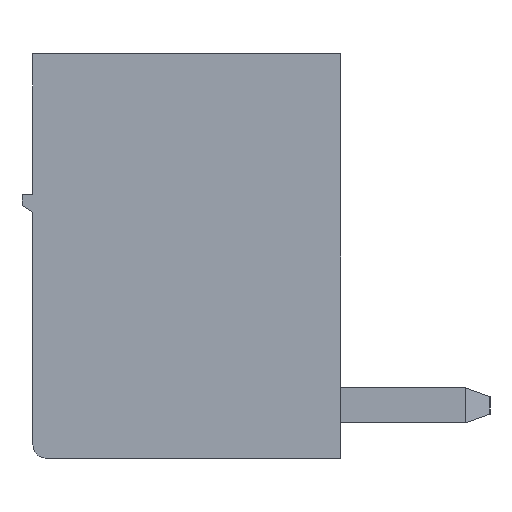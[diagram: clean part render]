
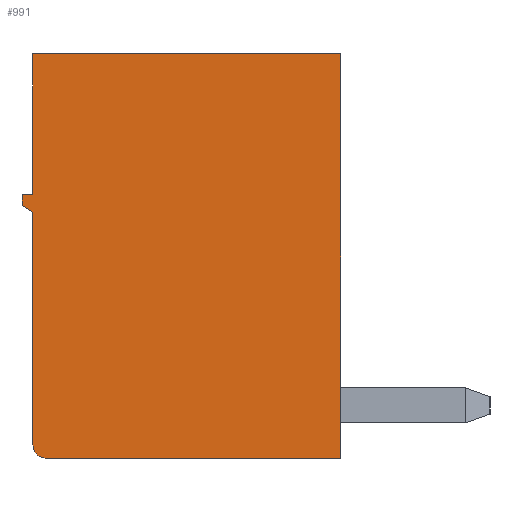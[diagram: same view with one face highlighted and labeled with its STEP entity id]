
A CAD part, left-side view. The second image highlights one B-rep face of the part: STEP entity #991.
In plain terms, the highlighted planar face has unit normal (-1, 0, 0).
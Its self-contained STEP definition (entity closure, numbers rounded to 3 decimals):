
#991 = ADVANCED_FACE( '', ( #2465 ), #2466, .F. );
#2465 = FACE_OUTER_BOUND( '', #4456, .T. );
#2466 = PLANE( '', #4457 );
#4456 = EDGE_LOOP( '', ( #7419, #7420, #7421, #7422, #7423, #7424, #7425, #7426, #7427 ) );
#4457 = AXIS2_PLACEMENT_3D( '', #7428, #7429, #7430 );
#7419 = ORIENTED_EDGE( '', *, *, #12717, .F. );
#7420 = ORIENTED_EDGE( '', *, *, #12718, .F. );
#7421 = ORIENTED_EDGE( '', *, *, #12719, .F. );
#7422 = ORIENTED_EDGE( '', *, *, #12720, .F. );
#7423 = ORIENTED_EDGE( '', *, *, #12721, .F. );
#7424 = ORIENTED_EDGE( '', *, *, #12722, .F. );
#7425 = ORIENTED_EDGE( '', *, *, #12723, .F. );
#7426 = ORIENTED_EDGE( '', *, *, #12724, .T. );
#7427 = ORIENTED_EDGE( '', *, *, #12585, .F. );
#7428 = CARTESIAN_POINT( '', ( -1031.027, -364.14, 0.933 ) );
#7429 = DIRECTION( '', ( 1., 0., 0. ) );
#7430 = DIRECTION( '', ( 0., 1., 0. ) );
#12585 = EDGE_CURVE( '', #15439, #15292, #15441, .T. );
#12717 = EDGE_CURVE( '', #15643, #15439, #15644, .T. );
#12718 = EDGE_CURVE( '', #15645, #15643, #15646, .T. );
#12719 = EDGE_CURVE( '', #15647, #15645, #15648, .T. );
#12720 = EDGE_CURVE( '', #15649, #15647, #15650, .T. );
#12721 = EDGE_CURVE( '', #15651, #15649, #15652, .T. );
#12722 = EDGE_CURVE( '', #15653, #15651, #15654, .T. );
#12723 = EDGE_CURVE( '', #15655, #15653, #15656, .T. );
#12724 = EDGE_CURVE( '', #15655, #15292, #15657, .T. );
#15292 = VERTEX_POINT( '', #19186 );
#15439 = VERTEX_POINT( '', #19410 );
#15441 = LINE( '', #19413, #19414 );
#15643 = VERTEX_POINT( '', #19711 );
#15644 = LINE( '', #19712, #19713 );
#15645 = VERTEX_POINT( '', #19714 );
#15646 = LINE( '', #19715, #19716 );
#15647 = VERTEX_POINT( '', #19717 );
#15648 = LINE( '', #19718, #19719 );
#15649 = VERTEX_POINT( '', #19720 );
#15650 = LINE( '', #19721, #19722 );
#15651 = VERTEX_POINT( '', #19723 );
#15652 = LINE( '', #19724, #19725 );
#15653 = VERTEX_POINT( '', #19726 );
#15654 = LINE( '', #19727, #19728 );
#15655 = VERTEX_POINT( '', #19729 );
#15656 = LINE( '', #19730, #19731 );
#15657 = CIRCLE( '', #19732, 0.3 );
#19186 = CARTESIAN_POINT( '', ( -1031.027, -364.44, -8.267 ) );
#19410 = CARTESIAN_POINT( '', ( -1031.027, -371.14, -8.267 ) );
#19413 = CARTESIAN_POINT( '', ( -1031.027, -364.44, -8.267 ) );
#19414 = VECTOR( '', #23127, 1000. );
#19711 = CARTESIAN_POINT( '', ( -1031.027, -371.14, 0.933 ) );
#19712 = CARTESIAN_POINT( '', ( -1031.027, -371.14, -8.267 ) );
#19713 = VECTOR( '', #23238, 1000. );
#19714 = CARTESIAN_POINT( '', ( -1031.027, -364.14, 0.933 ) );
#19715 = CARTESIAN_POINT( '', ( -1031.027, -371.14, 0.933 ) );
#19716 = VECTOR( '', #23239, 1000. );
#19717 = CARTESIAN_POINT( '', ( -1031.027, -364.14, -2.267 ) );
#19718 = CARTESIAN_POINT( '', ( -1031.027, -364.14, 0.933 ) );
#19719 = VECTOR( '', #23240, 1000. );
#19720 = CARTESIAN_POINT( '', ( -1031.027, -363.89, -2.267 ) );
#19721 = CARTESIAN_POINT( '', ( -1031.027, -364.14, -2.267 ) );
#19722 = VECTOR( '', #23241, 1000. );
#19723 = CARTESIAN_POINT( '', ( -1031.027, -363.89, -2.517 ) );
#19724 = CARTESIAN_POINT( '', ( -1031.027, -363.89, -2.267 ) );
#19725 = VECTOR( '', #23242, 1000. );
#19726 = CARTESIAN_POINT( '', ( -1031.027, -364.14, -2.667 ) );
#19727 = CARTESIAN_POINT( '', ( -1031.027, -363.89, -2.517 ) );
#19728 = VECTOR( '', #23243, 1000. );
#19729 = CARTESIAN_POINT( '', ( -1031.027, -364.14, -7.967 ) );
#19730 = CARTESIAN_POINT( '', ( -1031.027, -364.14, -2.667 ) );
#19731 = VECTOR( '', #23244, 1000. );
#19732 = AXIS2_PLACEMENT_3D( '', #23245, #23246, #23247 );
#23127 = DIRECTION( '', ( 0., 1., 0. ) );
#23238 = DIRECTION( '', ( 0., 0., -1. ) );
#23239 = DIRECTION( '', ( 0., -1., 0. ) );
#23240 = DIRECTION( '', ( 0., 0., 1. ) );
#23241 = DIRECTION( '', ( 0., -1., 0. ) );
#23242 = DIRECTION( '', ( 0., 0., 1. ) );
#23243 = DIRECTION( '', ( 0., 0.857, 0.514 ) );
#23244 = DIRECTION( '', ( 0., 0., 1. ) );
#23245 = CARTESIAN_POINT( '', ( -1031.027, -364.44, -7.967 ) );
#23246 = DIRECTION( '', ( -1., 0., 0. ) );
#23247 = DIRECTION( '', ( 0., 0., -1. ) );
